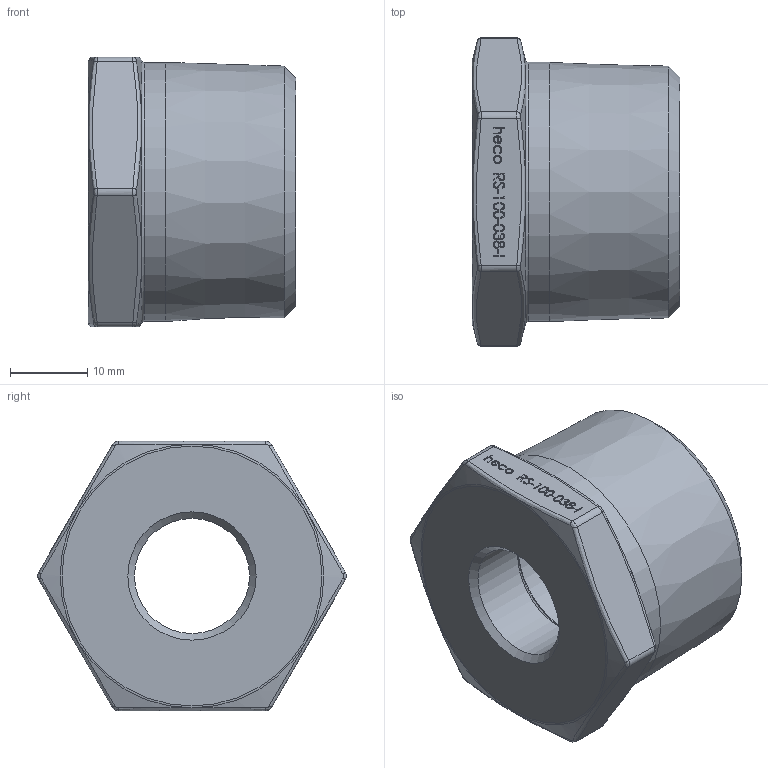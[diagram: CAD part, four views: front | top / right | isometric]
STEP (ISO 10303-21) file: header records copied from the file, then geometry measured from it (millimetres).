
FILE_DESCRIPTION (( 'STEP AP214' ), '1' );
FILE_NAME ('RS-100-038-I 2401.STEP', '2024-01-08T11:15:42', ( '' ), ( '' ), 'SwSTEP 2.0', 'SolidWorks 2019', '' );
FILE_SCHEMA (( 'AUTOMOTIVE_DESIGN' ));
Length unit declared in the file: millimetre
Products named in the file (1): RS-100-038-I 2401
Bounding box: 27 x 40.1 x 35 mm (x, y, z)
Volume: 18823.3 mm3; surface area: 5766.9 mm2
Topology: 1 solids, 1 shells, 240 faces, 611 edges, 397 vertices
Faces by surface type: bspline 137, plane 83, cylinder 9, cone 6, torus 5
Full cylindrical faces by diameter (mm): 14.95 x1, 17.062 x1, 33.655 x1
Entity records: 16122 total; most frequent: CARTESIAN_POINT 9348, ORIENTED_EDGE 1182, EDGE_CURVE 591, DIRECTION 564, VERTEX_POINT 391, EDGE_LOOP 280, VECTOR 278, LINE 278
